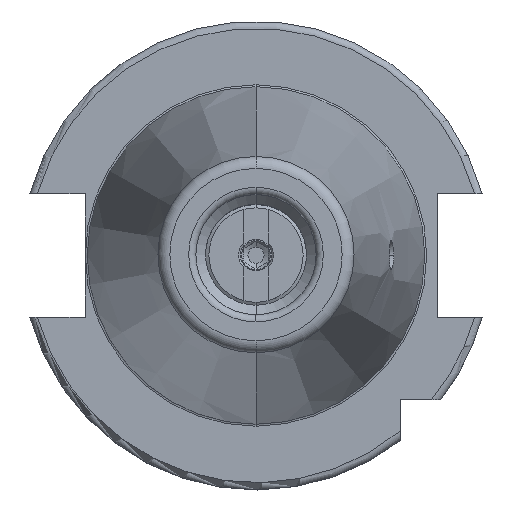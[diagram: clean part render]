
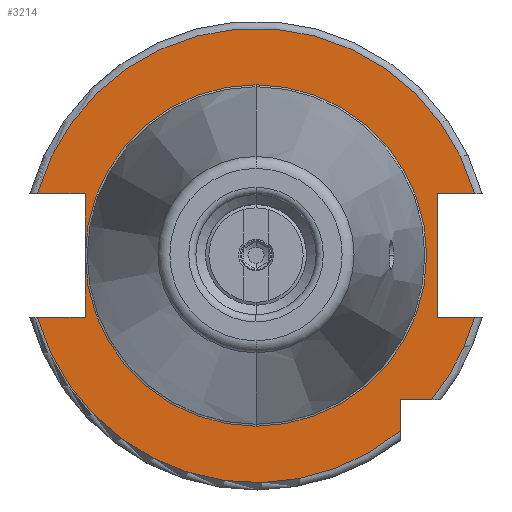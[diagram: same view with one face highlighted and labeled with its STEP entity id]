
A CAD part, top view. The second image highlights one B-rep face of the part: STEP entity #3214.
In plain terms, the highlighted planar face has unit normal (0, 0, 1).
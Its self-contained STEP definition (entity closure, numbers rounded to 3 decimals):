
#644=CARTESIAN_POINT('',(0,0,15.9));
#645=DIRECTION('',(0,0,1));
#646=DIRECTION('',(0.962,0.272,0));
#647=AXIS2_PLACEMENT_3D('',#644,#645,#646);
#695=CARTESIAN_POINT('',(0,0,15.9));
#696=DIRECTION('',(0,0,1));
#697=DIRECTION('',(-0.962,-0.272,0));
#698=AXIS2_PLACEMENT_3D('',#695,#696,#697);
#714=DIRECTION('',(1,0,0));
#715=VECTOR('',#714,9.969);
#716=CARTESIAN_POINT('',(-45.469,-12.85,15.9));
#717=LINE('',#716,#715);
#718=DIRECTION('',(0.,1,0));
#719=VECTOR('',#718,12.85);
#720=CARTESIAN_POINT('',(-35.5,-12.85,15.9));
#721=LINE('',#720,#719);
#722=DIRECTION('',(0.,1,0));
#723=VECTOR('',#722,12.85);
#724=CARTESIAN_POINT('',(-35.5,0,15.9));
#725=LINE('',#724,#723);
#726=DIRECTION('',(1,0,0));
#727=VECTOR('',#726,9.969);
#728=CARTESIAN_POINT('',(-45.469,12.85,15.9));
#729=LINE('',#728,#727);
#730=DIRECTION('',(-1,0,0));
#731=VECTOR('',#730,7.769);
#732=CARTESIAN_POINT('',(45.469,12.85,15.9));
#733=LINE('',#732,#731);
#734=DIRECTION('',(0,-1,0));
#735=VECTOR('',#734,25.7);
#736=CARTESIAN_POINT('',(37.7,12.85,15.9));
#737=LINE('',#736,#735);
#738=DIRECTION('',(-1,0,0));
#739=VECTOR('',#738,7.769);
#740=CARTESIAN_POINT('',(45.469,-12.85,15.9));
#741=LINE('',#740,#739);
#742=CARTESIAN_POINT('',(0,0,15.9));
#743=DIRECTION('',(0,0,1));
#744=DIRECTION('',(0.773,-0.635,0));
#745=AXIS2_PLACEMENT_3D('',#742,#743,#744);
#747=DIRECTION('',(-1,0,0));
#748=VECTOR('',#747,6.504);
#749=CARTESIAN_POINT('',(36.504,-30,15.9));
#750=LINE('',#749,#748);
#751=DIRECTION('',(0,1,0));
#752=VECTOR('',#751,6.504);
#753=CARTESIAN_POINT('',(30,-36.504,15.9));
#754=LINE('',#753,#752);
#755=CARTESIAN_POINT('',(0,0,15.9));
#756=DIRECTION('',(0,0,1));
#757=DIRECTION('',(0,1,0));
#758=AXIS2_PLACEMENT_3D('',#755,#756,#757);
#770=CARTESIAN_POINT('',(0,0,15.9));
#771=DIRECTION('',(0,0,1));
#772=DIRECTION('',(-1,0,0));
#773=AXIS2_PLACEMENT_3D('',#770,#771,#772);
#775=CARTESIAN_POINT('',(0,0,15.9));
#776=DIRECTION('',(0,0,-1));
#777=DIRECTION('',(0,1,0));
#778=AXIS2_PLACEMENT_3D('',#775,#776,#777);
#2082=CARTESIAN_POINT('',(0,35.5,15.9));
#2084=VERTEX_POINT('',#2082);
#2104=CARTESIAN_POINT('',(0,-35.5,15.9));
#2106=VERTEX_POINT('',#2104);
#2252=CARTESIAN_POINT('',(-45.469,-12.85,15.9));
#2253=CARTESIAN_POINT('',(-35.5,-12.85,15.9));
#2254=VERTEX_POINT('',#2252);
#2255=VERTEX_POINT('',#2253);
#2256=CARTESIAN_POINT('',(-35.5,0,15.9));
#2257=VERTEX_POINT('',#2256);
#2258=CARTESIAN_POINT('',(-35.5,12.85,15.9));
#2259=VERTEX_POINT('',#2258);
#2260=CARTESIAN_POINT('',(-45.469,12.85,15.9));
#2261=VERTEX_POINT('',#2260);
#2262=CARTESIAN_POINT('',(37.7,12.85,15.9));
#2263=CARTESIAN_POINT('',(37.7,-12.85,15.9));
#2264=VERTEX_POINT('',#2262);
#2265=VERTEX_POINT('',#2263);
#2266=CARTESIAN_POINT('',(45.469,-12.85,15.9));
#2267=VERTEX_POINT('',#2266);
#2268=CARTESIAN_POINT('',(45.469,12.85,15.9));
#2269=VERTEX_POINT('',#2268);
#2270=CARTESIAN_POINT('',(30,-36.504,15.9));
#2271=CARTESIAN_POINT('',(30,-30,15.9));
#2272=VERTEX_POINT('',#2270);
#2273=VERTEX_POINT('',#2271);
#2274=CARTESIAN_POINT('',(36.504,-30,15.9));
#2275=VERTEX_POINT('',#2274);
#3187=CARTESIAN_POINT('',(0,0,15.9));
#3188=DIRECTION('',(0,0,-1));
#3189=DIRECTION('',(0,-1,0));
#3190=AXIS2_PLACEMENT_3D('',#3187,#3188,#3189);
#3191=PLANE('',#3190);
#3192=ORIENTED_EDGE('',*,*,#2566,.T.);
#3193=ORIENTED_EDGE('',*,*,#2603,.T.);
#3195=ORIENTED_EDGE('',*,*,#3194,.T.);
#3197=ORIENTED_EDGE('',*,*,#3196,.F.);
#3199=ORIENTED_EDGE('',*,*,#3198,.T.);
#3200=ORIENTED_EDGE('',*,*,#2601,.T.);
#3201=ORIENTED_EDGE('',*,*,#2637,.F.);
#3202=ORIENTED_EDGE('',*,*,#3165,.F.);
#3204=ORIENTED_EDGE('',*,*,#3203,.T.);
#3206=ORIENTED_EDGE('',*,*,#3205,.T.);
#3207=ORIENTED_EDGE('',*,*,#2713,.F.);
#3208=ORIENTED_EDGE('',*,*,#3155,.F.);
#3209=ORIENTED_EDGE('',*,*,#2770,.T.);
#3210=ORIENTED_EDGE('',*,*,#2821,.F.);
#3211=ORIENTED_EDGE('',*,*,#3181,.F.);
#3212=EDGE_LOOP('',(#3192,#3193,#3195,#3197,#3199,#3200,#3201,#3202,#3204,#3206,
#3207,#3208,#3209,#3210,#3211));
#3213=FACE_OUTER_BOUND('',#3212,.F.);
#3214=ADVANCED_FACE('',(#3213),#3191,.F.);
#648=CIRCLE('',#647,47.25);
#699=CIRCLE('',#698,47.25);
#746=CIRCLE('',#745,47.25);
#759=CIRCLE('',#758,35.5);
#774=CIRCLE('',#773,35.5);
#779=CIRCLE('',#778,35.5);
#2566=EDGE_CURVE('',#2254,#2255,#717,.T.);
#2601=EDGE_CURVE('',#2257,#2259,#725,.T.);
#2603=EDGE_CURVE('',#2255,#2257,#721,.T.);
#2637=EDGE_CURVE('',#2261,#2259,#729,.T.);
#2713=EDGE_CURVE('',#2267,#2265,#741,.T.);
#2770=EDGE_CURVE('',#2275,#2273,#750,.T.);
#2821=EDGE_CURVE('',#2272,#2273,#754,.T.);
#3155=EDGE_CURVE('',#2275,#2267,#746,.T.);
#3165=EDGE_CURVE('',#2269,#2261,#648,.T.);
#3181=EDGE_CURVE('',#2254,#2272,#699,.T.);
#3194=EDGE_CURVE('',#2257,#2106,#774,.T.);
#3196=EDGE_CURVE('',#2084,#2106,#779,.T.);
#3198=EDGE_CURVE('',#2084,#2257,#759,.T.);
#3203=EDGE_CURVE('',#2269,#2264,#733,.T.);
#3205=EDGE_CURVE('',#2264,#2265,#737,.T.);
